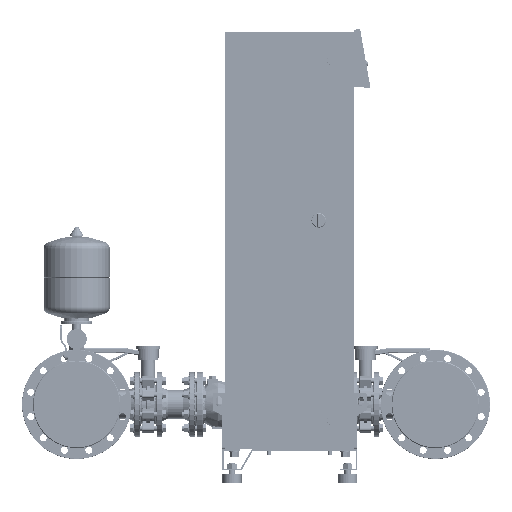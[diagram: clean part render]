
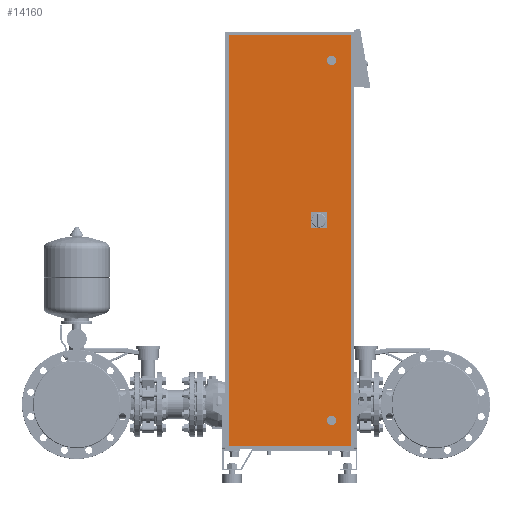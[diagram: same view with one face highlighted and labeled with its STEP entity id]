
A CAD part, left-side view. The second image highlights one B-rep face of the part: STEP entity #14160.
In plain terms, the highlighted free-form (B-spline) face has degree [1, 1] with [2, 2] control points.
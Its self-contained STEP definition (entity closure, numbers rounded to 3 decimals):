
#13650=CARTESIAN_POINT('',(-200.0,-130.0,180.0));
#13651=VERTEX_POINT('',#13650);
#13667=CARTESIAN_POINT('',(-200.0,-130.0,210.0));
#13668=VERTEX_POINT('',#13667);
#13675=CARTESIAN_POINT('',(-200.0,-130.0,195.0));
#13676=DIRECTION('',(1.0,0.0,0.0));
#13677=DIRECTION('',(0.0,0.0,-1.0));
#13678=AXIS2_PLACEMENT_3D('',#13675,#13676,#13677);
#13679=CIRCLE('',#13678,15.0);
#13680=EDGE_CURVE('',#13651,#13668,#13679,.T.);
#13774=CARTESIAN_POINT('',(-200.0,-130.0,1300.0));
#13775=VERTEX_POINT('',#13774);
#13791=CARTESIAN_POINT('',(-200.0,-130.0,1330.0));
#13792=VERTEX_POINT('',#13791);
#13799=CARTESIAN_POINT('',(-200.0,-130.0,1315.0));
#13800=DIRECTION('',(1.0,0.0,0.0));
#13801=DIRECTION('',(0.0,0.0,-1.0));
#13802=AXIS2_PLACEMENT_3D('',#13799,#13800,#13801);
#13803=CIRCLE('',#13802,15.0);
#13804=EDGE_CURVE('',#13775,#13792,#13803,.T.);
#13873=CARTESIAN_POINT('',(-200.0,-130.0,1315.0));
#13874=DIRECTION('',(1.0,0.0,0.0));
#13875=DIRECTION('',(0.0,0.0,-1.0));
#13876=AXIS2_PLACEMENT_3D('',#13873,#13874,#13875);
#13877=CIRCLE('',#13876,15.0);
#13878=EDGE_CURVE('',#13792,#13775,#13877,.T.);
#13938=CARTESIAN_POINT('',(-200.0,-190.0,1395.0));
#13939=VERTEX_POINT('',#13938);
#13940=CARTESIAN_POINT('',(-200.0,190.,1395.0));
#13941=VERTEX_POINT('',#13940);
#13942=CARTESIAN_POINT('',(-200.0,-190.0,1395.0));
#13943=DIRECTION('',(0.0,1.0,0.0));
#13944=VECTOR('',#13943,380.);
#13945=LINE('',#13942,#13944);
#13946=EDGE_CURVE('',#13939,#13941,#13945,.T.);
#13997=CARTESIAN_POINT('',(-200.0,-130.0,195.0));
#13998=DIRECTION('',(1.0,0.0,0.0));
#13999=DIRECTION('',(0.0,0.0,-1.0));
#14000=AXIS2_PLACEMENT_3D('',#13997,#13998,#13999);
#14001=CIRCLE('',#14000,15.0);
#14002=EDGE_CURVE('',#13668,#13651,#14001,.T.);
#14062=CARTESIAN_POINT('',(-200.0,190.0,115.0));
#14063=VERTEX_POINT('',#14062);
#14064=CARTESIAN_POINT('',(-200.0,-190.0,115.0));
#14065=VERTEX_POINT('',#14064);
#14066=CARTESIAN_POINT('',(-200.0,190.0,115.0));
#14067=DIRECTION('',(0.0,-1.0,0.0));
#14068=VECTOR('',#14067,380.0);
#14069=LINE('',#14066,#14068);
#14070=EDGE_CURVE('',#14063,#14065,#14069,.T.);
#14124=CARTESIAN_POINT('',(-200.0,-190.0,115.0));
#14125=DIRECTION('',(0.0,0.0,1.0));
#14126=VECTOR('',#14125,1280.0);
#14127=LINE('',#14124,#14126);
#14128=EDGE_CURVE('',#14065,#13939,#14127,.T.);
#14136=CARTESIAN_POINT('',(-200.0,190.0,1395.0));
#14137=CARTESIAN_POINT('',(-200.0,190.0,115.0));
#14138=CARTESIAN_POINT('',(-200.0,-190.0,1395.0));
#14139=CARTESIAN_POINT('',(-200.0,-190.0,115.0));
#14140=B_SPLINE_SURFACE_WITH_KNOTS('',1,1,((#14136,#14138),(#14137,#14139)),.UNSPECIFIED.,.F.,.F.,.U.,(2,2),(2,2),(0.0,1280.0),(0.0,380.0),.UNSPECIFIED.);
#14141=CARTESIAN_POINT('',(-200.0,190.,1395.0));
#14142=DIRECTION('',(0.0,0.0,-1.0));
#14143=VECTOR('',#14142,1280.0);
#14144=LINE('',#14141,#14143);
#14145=EDGE_CURVE('',#13941,#14063,#14144,.T.);
#14146=ORIENTED_EDGE('',*,*,#14145,.T.);
#14147=ORIENTED_EDGE('',*,*,#14070,.T.);
#14148=ORIENTED_EDGE('',*,*,#14128,.T.);
#14149=ORIENTED_EDGE('',*,*,#13946,.T.);
#14150=EDGE_LOOP('',(#14146,#14147,#14148,#14149));
#14151=FACE_OUTER_BOUND('',#14150,.T.);
#14152=ORIENTED_EDGE('',*,*,#13878,.T.);
#14153=ORIENTED_EDGE('',*,*,#13804,.T.);
#14154=EDGE_LOOP('',(#14152,#14153));
#14155=FACE_BOUND('',#14154,.T.);
#14156=ORIENTED_EDGE('',*,*,#14002,.T.);
#14157=ORIENTED_EDGE('',*,*,#13680,.T.);
#14158=EDGE_LOOP('',(#14156,#14157));
#14159=FACE_BOUND('',#14158,.T.);
#14160=ADVANCED_FACE('',(#14151,#14155,#14159),#14140,.T.);
